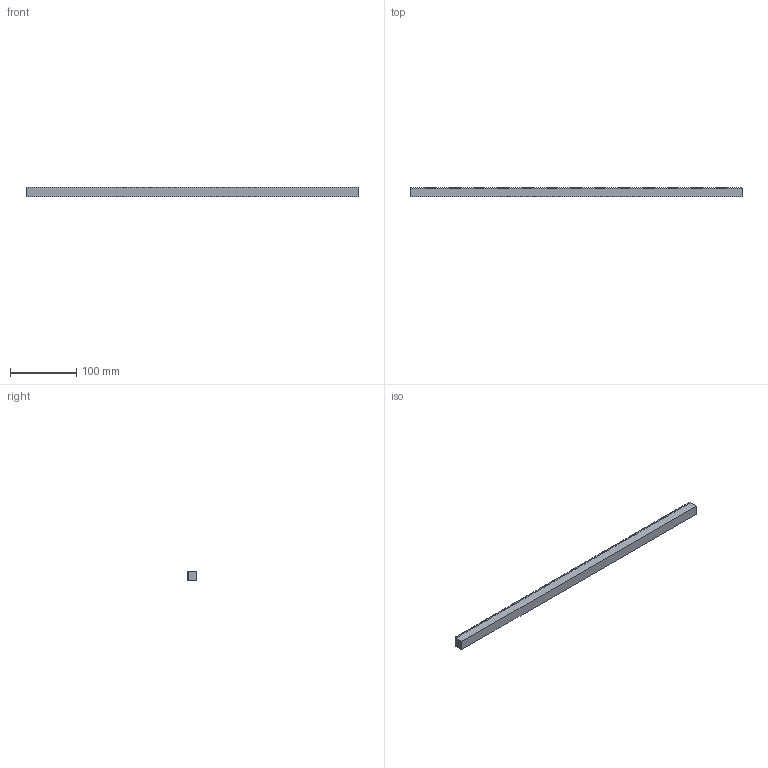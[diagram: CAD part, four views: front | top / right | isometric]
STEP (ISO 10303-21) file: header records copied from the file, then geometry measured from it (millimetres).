
FILE_DESCRIPTION(/* description */ (''),/* implementation_level */ '2;1');
FILE_NAME(/* name */ 'CR260.stp',/* time_stamp */ '2019-10-01T06:08:32-08:00',/* author */ ('ASUS'),/* organization */ ('TraceParts S.A.'),/* preprocessor_version */ 'ST-DEVELOPER v16.13',/* originating_system */ 'Autodesk Inventor 2018',/* authorisation */ '');
FILE_SCHEMA (('AUTOMOTIVE_DESIGN { 1 0 10303 214 3 1 1 }'));
Length unit declared in the file: millimetre
Products named in the file (1): a1-57-10-15-500
Bounding box: 500 x 15 x 15 mm (x, y, z)
Volume: 104623.9 mm3; surface area: 36681.8 mm2
Topology: 1 solids, 1 shells, 642 faces, 1920 edges, 1280 vertices
Faces by surface type: plane 642
Entity records: 21183 total; most frequent: CARTESIAN_POINT 3843, ORIENTED_EDGE 3840, DIRECTION 3206, LINE 1920, VECTOR 1920, EDGE_CURVE 1920, VERTEX_POINT 1280, AXIS2_PLACEMENT_3D 643
